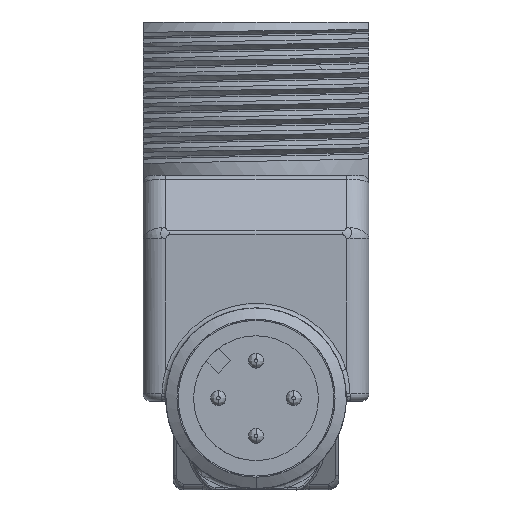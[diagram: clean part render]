
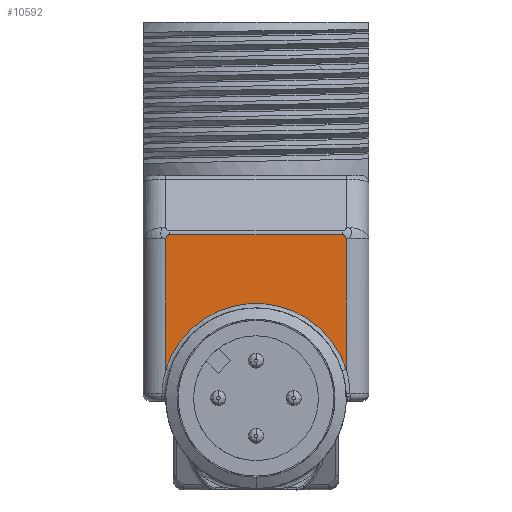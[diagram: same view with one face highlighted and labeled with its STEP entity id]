
A CAD part, front view. The second image highlights one B-rep face of the part: STEP entity #10592.
In plain terms, the highlighted planar face has unit normal (0, -1, 0).
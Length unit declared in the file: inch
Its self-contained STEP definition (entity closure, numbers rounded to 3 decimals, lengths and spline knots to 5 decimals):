
#530=DIRECTION('',(0.,0.,-1.));
#531=VECTOR('',#530,0.34162);
#532=CARTESIAN_POINT('',(-0.23622,-0.67913,
0.13772));
#533=LINE('',#532,#531);
#543=CARTESIAN_POINT('',(-0.23622,-0.67913,
0.13772));
#544=CARTESIAN_POINT('',(-0.23608,-0.67913,
0.14281));
#545=CARTESIAN_POINT('',(-0.23076,-0.67913,
0.14827));
#546=CARTESIAN_POINT('',(-0.22567,-0.67913,
0.14827));
#548=CARTESIAN_POINT('',(0.23622,-0.67913,
0.13772));
#549=CARTESIAN_POINT('',(0.23608,-0.67913,
0.14281));
#550=CARTESIAN_POINT('',(0.23076,-0.67913,
0.14827));
#551=CARTESIAN_POINT('',(0.22567,-0.67913,
0.14827));
#557=DIRECTION('',(0.,0.,1.));
#558=VECTOR('',#557,0.34162);
#559=CARTESIAN_POINT('',(0.23622,-0.67913,
-0.2039));
#560=LINE('',#559,#558);
#3990=CARTESIAN_POINT('',(-0.23622,-0.67913,
-0.2039));
#4010=CARTESIAN_POINT('',(0.,-0.67913,-0.27953));
#4011=DIRECTION('',(0.,-1.,0.));
#4012=DIRECTION('',(0.952,0.,0.305));
#4013=AXIS2_PLACEMENT_3D('',#4010,#4011,#4012);
#8984=DIRECTION('',(-1.,0.,0.));
#8985=VECTOR('',#8984,0.45134);
#8986=CARTESIAN_POINT('',(0.22567,-0.67913,
0.14827));
#8987=LINE('',#8986,#8985);
#9457=VERTEX_POINT('',#548);
#9458=VERTEX_POINT('',#551);
#9464=CARTESIAN_POINT('',(-0.22567,-0.67913,
0.14827));
#9465=VERTEX_POINT('',#9464);
#9466=VERTEX_POINT('',#543);
#10114=VERTEX_POINT('',#3990);
#10118=CARTESIAN_POINT('',(0.23622,-0.67913,
-0.2039));
#10119=VERTEX_POINT('',#10118);
#10574=CARTESIAN_POINT('',(-0.29528,-0.67913,0.));
#10575=DIRECTION('',(0.,-1.,0.));
#10576=DIRECTION('',(1.,0.,0.));
#10577=AXIS2_PLACEMENT_3D('',#10574,#10575,#10576);
#10578=PLANE('',#10577);
#10580=ORIENTED_EDGE('',*,*,#10579,.F.);
#10582=ORIENTED_EDGE('',*,*,#10581,.T.);
#10583=ORIENTED_EDGE('',*,*,#10562,.F.);
#10585=ORIENTED_EDGE('',*,*,#10584,.T.);
#10587=ORIENTED_EDGE('',*,*,#10586,.F.);
#10589=ORIENTED_EDGE('',*,*,#10588,.F.);
#10590=EDGE_LOOP('',(#10580,#10582,#10583,#10585,#10587,#10589));
#10591=FACE_OUTER_BOUND('',#10590,.F.);
#10592=ADVANCED_FACE('',(#10591),#10578,.T.);
#547=B_SPLINE_CURVE_WITH_KNOTS('',3,(#543,#544,#545,#546),.UNSPECIFIED.,.F.,.F.,
(4,4),(0.,1.),.UNSPECIFIED.);
#552=B_SPLINE_CURVE_WITH_KNOTS('',3,(#548,#549,#550,#551),.UNSPECIFIED.,.F.,.F.,
(4,4),(0.,1.),.UNSPECIFIED.);
#4014=CIRCLE('',#4013,0.24803);
#10562=EDGE_CURVE('',#9466,#10114,#533,.T.);
#10579=EDGE_CURVE('',#10119,#9457,#560,.T.);
#10581=EDGE_CURVE('',#10119,#10114,#4014,.T.);
#10584=EDGE_CURVE('',#9466,#9465,#547,.T.);
#10586=EDGE_CURVE('',#9458,#9465,#8987,.T.);
#10588=EDGE_CURVE('',#9457,#9458,#552,.T.);
